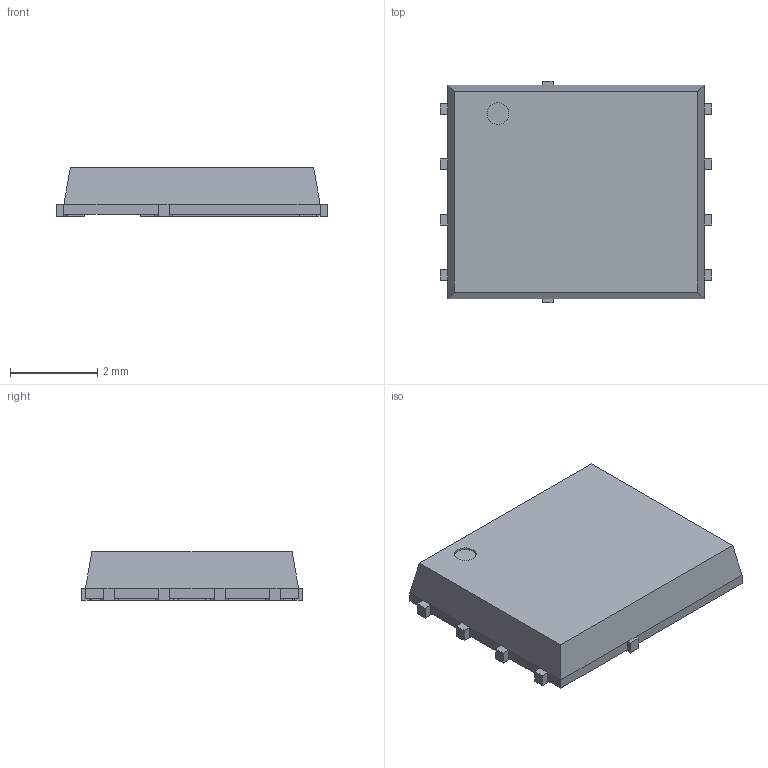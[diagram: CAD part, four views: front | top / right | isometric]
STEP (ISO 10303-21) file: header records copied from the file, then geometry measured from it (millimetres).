
FILE_DESCRIPTION(/* description */ (''),/* implementation_level */ '2;1');
FILE_NAME(/* name */ 'VISHAY_POWERPAK-SO-8-DUAL.stp',/* time_stamp */ '2016-04-20T14:06:48+02:00',/* author */ ('riccim'),/* organization */ (''),/* preprocessor_version */ 'ST-DEVELOPER v15.5',/* originating_system */ 'AutoCAD Mechanical',/* authorisation */ '');
FILE_SCHEMA (('AUTOMOTIVE_DESIGN { 1 0 10303 214 3 1 1 }'));
Length unit declared in the file: millimetre
Products named in the file (1): Product
Bounding box: 6.25 x 5.08 x 1.12 mm (x, y, z)
Volume: 30.5 mm3; surface area: 124.3 mm2
Topology: 13 solids, 13 shells, 212 faces, 529 edges, 344 vertices
Faces by surface type: plane 211, cylinder 1
Full cylindrical faces by diameter (mm): 0.5 x1
Entity records: 6169 total; most frequent: CARTESIAN_POINT 1085, ORIENTED_EDGE 1056, DIRECTION 956, EDGE_CURVE 528, LINE 526, VECTOR 526, VERTEX_POINT 344, AXIS2_PLACEMENT_3D 215
